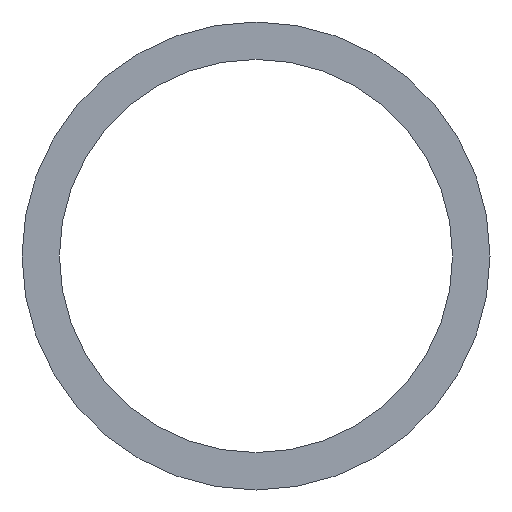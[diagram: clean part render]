
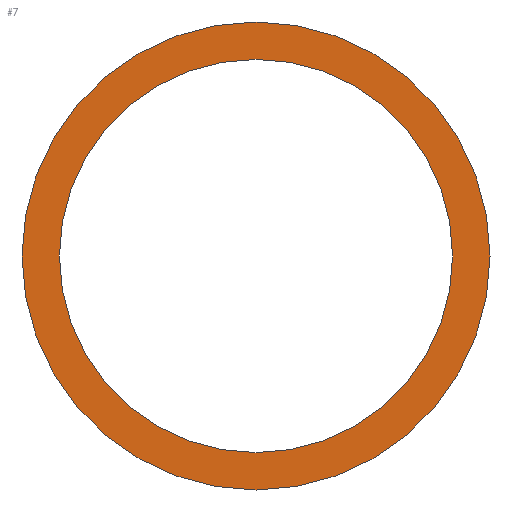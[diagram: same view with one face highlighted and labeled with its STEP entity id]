
A CAD part, front view. The second image highlights one B-rep face of the part: STEP entity #7.
In plain terms, the highlighted planar face has unit normal (0, -1, 0).
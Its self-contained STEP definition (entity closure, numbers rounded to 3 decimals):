
#7 = ADVANCED_FACE ( 'NONE', ( #94, #137 ), #278, .F. ) ;
#9 = ORIENTED_EDGE ( 'NONE', *, *, #115, .F. ) ;
#20 = DIRECTION ( 'NONE',  ( -1., 0., 0. ) ) ;
#21 = AXIS2_PLACEMENT_3D ( 'NONE', #176, #46, #20 ) ;
#32 = CIRCLE ( 'NONE', #21, 188. ) ;
#38 = EDGE_LOOP ( 'NONE', ( #9, #186 ) ) ;
#46 = DIRECTION ( 'NONE',  ( 0., 1., 0. ) ) ;
#52 = AXIS2_PLACEMENT_3D ( 'NONE', #53, #334, #369 ) ;
#53 = CARTESIAN_POINT ( 'NONE',  ( 0., 0., 0. ) ) ;
#59 = DIRECTION ( 'NONE',  ( -1., 0., 0. ) ) ;
#66 = CARTESIAN_POINT ( 'NONE',  ( 157.95, 0., 0. ) ) ;
#67 = CARTESIAN_POINT ( 'NONE',  ( -157.95, 0., 0. ) ) ;
#71 = DIRECTION ( 'NONE',  ( 0., 1., 0. ) ) ;
#94 = FACE_OUTER_BOUND ( 'NONE', #38, .T. ) ;
#115 = EDGE_CURVE ( 'NONE', #264, #383, #32, .T. ) ;
#129 = AXIS2_PLACEMENT_3D ( 'NONE', #219, #372, #59 ) ;
#137 = FACE_BOUND ( 'NONE', #304, .T. ) ;
#155 = DIRECTION ( 'NONE',  ( 0., 1., 0. ) ) ;
#166 = CARTESIAN_POINT ( 'NONE',  ( 0., 0., 0. ) ) ;
#170 = DIRECTION ( 'NONE',  ( -1., 0., 0. ) ) ;
#176 = CARTESIAN_POINT ( 'NONE',  ( 0., 0., 0. ) ) ;
#180 = CIRCLE ( 'NONE', #52, 188. ) ;
#185 = ORIENTED_EDGE ( 'NONE', *, *, #217, .T. ) ;
#186 = ORIENTED_EDGE ( 'NONE', *, *, #202, .F. ) ;
#202 = EDGE_CURVE ( 'NONE', #383, #264, #180, .T. ) ;
#203 = CARTESIAN_POINT ( 'NONE',  ( 188., 0., 0. ) ) ;
#217 = EDGE_CURVE ( 'NONE', #375, #320, #265, .T. ) ;
#219 = CARTESIAN_POINT ( 'NONE',  ( 0., 0., 0. ) ) ;
#252 = CIRCLE ( 'NONE', #280, 157.95 ) ;
#256 = CARTESIAN_POINT ( 'NONE',  ( -188., 0., 0. ) ) ;
#264 = VERTEX_POINT ( 'NONE', #203 ) ;
#265 = CIRCLE ( 'NONE', #129, 157.95 ) ;
#278 = PLANE ( 'NONE',  #356 ) ;
#280 = AXIS2_PLACEMENT_3D ( 'NONE', #166, #71, #313 ) ;
#304 = EDGE_LOOP ( 'NONE', ( #343, #185 ) ) ;
#306 = EDGE_CURVE ( 'NONE', #320, #375, #252, .T. ) ;
#309 = CARTESIAN_POINT ( 'NONE',  ( 188., 0., 0. ) ) ;
#313 = DIRECTION ( 'NONE',  ( -1., 0., 0. ) ) ;
#320 = VERTEX_POINT ( 'NONE', #67 ) ;
#334 = DIRECTION ( 'NONE',  ( 0., 1., 0. ) ) ;
#343 = ORIENTED_EDGE ( 'NONE', *, *, #306, .T. ) ;
#356 = AXIS2_PLACEMENT_3D ( 'NONE', #309, #155, #170 ) ;
#369 = DIRECTION ( 'NONE',  ( -1., 0., 0. ) ) ;
#372 = DIRECTION ( 'NONE',  ( 0., 1., 0. ) ) ;
#375 = VERTEX_POINT ( 'NONE', #66 ) ;
#383 = VERTEX_POINT ( 'NONE', #256 ) ;
